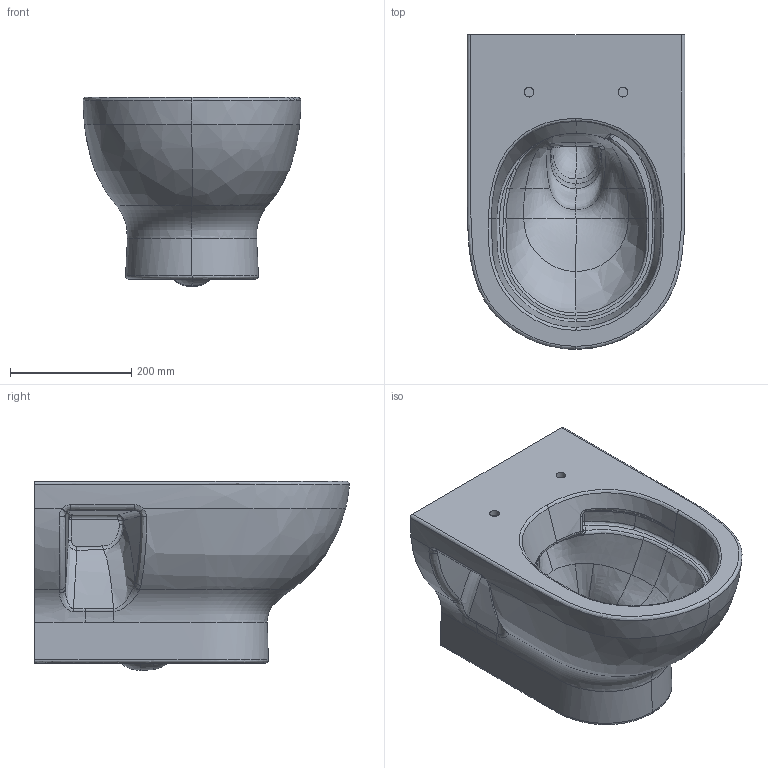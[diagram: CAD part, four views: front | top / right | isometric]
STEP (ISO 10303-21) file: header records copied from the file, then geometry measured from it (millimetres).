
FILE_DESCRIPTION(/* description */ (''),/* implementation_level */ '2;1');
FILE_NAME(/* name */ 'E00044125_000_1-03_PRT_5C39C0_WWC_Kommunikations-Modell.stp',/* time_stamp */ '2024-08-07T14:16:31+02:00',/* author */ (''),/* organization */ (''),/* preprocessor_version */ 'ST-DEVELOPER v18.1',/* originating_system */ 'SIEMENS PLM Software NX 1973',/* authorisation */ '');
FILE_SCHEMA (('AUTOMOTIVE_DESIGN { 1 0 10303 214 3 1 1 1 }'));
Products named in the file (1): Varg282C7968uezi
Bounding box: 359.86 x 519.7 x 312.41 mm (x, y, z)
Volume: 24732179.3 mm3; surface area: 852189.4 mm2
Topology: 1 solids, 1 shells, 191 faces, 2042 edges, 3408 vertices
Faces by surface type: bspline 166, plane 10, cylinder 6, extrusion 6, sphere 3
Full cylindrical faces by diameter (mm): 16 x2
Entity records: 56360 total; most frequent: CARTESIAN_POINT 40651, DIRECTION 1764, VECTOR 1574, LINE 1568, STYLED_ITEM 1559, PRESENTATION_STYLE_ASSIGNMENT 1559, CURVE_STYLE 1558, DRAUGHTING_PRE_DEFINED_CURVE_FONT 1558
